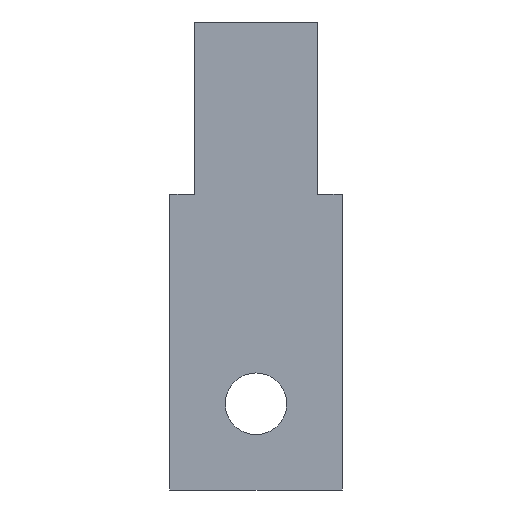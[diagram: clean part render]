
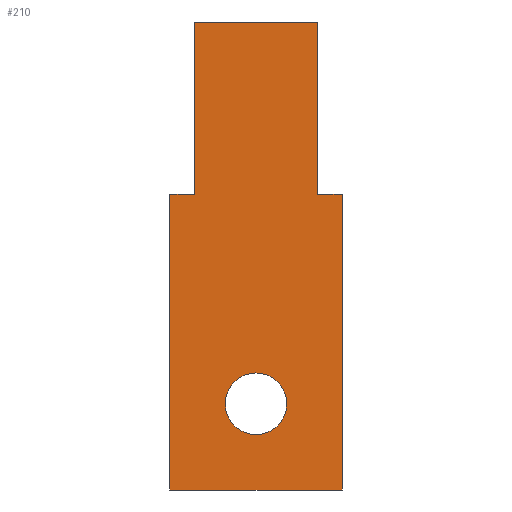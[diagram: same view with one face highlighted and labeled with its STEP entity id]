
A CAD part, front view. The second image highlights one B-rep face of the part: STEP entity #210.
In plain terms, the highlighted planar face has unit normal (0, -1, 0).
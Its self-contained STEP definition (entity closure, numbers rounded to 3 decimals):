
#15=LINE('',#287,#39);
#19=LINE('',#295,#43);
#22=LINE('',#301,#46);
#25=LINE('',#307,#49);
#28=LINE('',#313,#52);
#31=LINE('',#319,#55);
#34=LINE('',#325,#58);
#37=LINE('',#330,#61);
#39=VECTOR('',#236,7.);
#43=VECTOR('',#242,1.);
#46=VECTOR('',#247,12.);
#49=VECTOR('',#252,7.);
#52=VECTOR('',#257,12.);
#55=VECTOR('',#262,1.);
#58=VECTOR('',#267,7.);
#61=VECTOR('',#272,5.);
#72=PLANE('',#225);
#75=FACE_BOUND('',#100,.T.);
#86=FACE_OUTER_BOUND('',#99,.T.);
#99=EDGE_LOOP('',(#190,#191,#192,#193,#194,#195,#196,#197));
#100=EDGE_LOOP('',(#198));
#101=CIRCLE('',#214,1.25);
#103=VERTEX_POINT('',#280);
#105=VERTEX_POINT('',#285);
#106=VERTEX_POINT('',#286);
#109=VERTEX_POINT('',#294);
#111=VERTEX_POINT('',#300);
#113=VERTEX_POINT('',#306);
#115=VERTEX_POINT('',#312);
#117=VERTEX_POINT('',#318);
#119=VERTEX_POINT('',#324);
#121=EDGE_CURVE('',#103,#103,#101,.T.);
#123=EDGE_CURVE('',#105,#106,#15,.T.);
#127=EDGE_CURVE('',#109,#105,#19,.T.);
#130=EDGE_CURVE('',#111,#109,#22,.T.);
#133=EDGE_CURVE('',#113,#111,#25,.T.);
#136=EDGE_CURVE('',#115,#113,#28,.T.);
#139=EDGE_CURVE('',#117,#115,#31,.T.);
#142=EDGE_CURVE('',#119,#117,#34,.T.);
#145=EDGE_CURVE('',#106,#119,#37,.T.);
#190=ORIENTED_EDGE('',*,*,#145,.F.);
#191=ORIENTED_EDGE('',*,*,#123,.F.);
#192=ORIENTED_EDGE('',*,*,#127,.F.);
#193=ORIENTED_EDGE('',*,*,#130,.F.);
#194=ORIENTED_EDGE('',*,*,#133,.F.);
#195=ORIENTED_EDGE('',*,*,#136,.F.);
#196=ORIENTED_EDGE('',*,*,#139,.F.);
#197=ORIENTED_EDGE('',*,*,#142,.F.);
#198=ORIENTED_EDGE('',*,*,#121,.T.);
#210=ADVANCED_FACE('',(#86,#75),#72,.T.);
#214=AXIS2_PLACEMENT_3D('',#281,#230,#231);
#225=AXIS2_PLACEMENT_3D('',#333,#276,#277);
#230=DIRECTION('center_axis',(0.,1.,0.));
#231=DIRECTION('ref_axis',(-1.,0.,0.));
#236=DIRECTION('',(0.,0.,1.));
#242=DIRECTION('',(1.,0.,0.));
#247=DIRECTION('',(0.,0.,1.));
#252=DIRECTION('',(-1.,0.,0.));
#257=DIRECTION('',(0.,0.,-1.));
#262=DIRECTION('',(1.,0.,0.));
#267=DIRECTION('',(0.,0.,-1.));
#272=DIRECTION('',(1.,0.,0.));
#276=DIRECTION('center_axis',(0.,-1.,0.));
#277=DIRECTION('ref_axis',(0.,0.,-1.));
#280=CARTESIAN_POINT('',(3.75,0.,-15.5));
#281=CARTESIAN_POINT('Origin',(2.5,0.,-15.5));
#285=CARTESIAN_POINT('',(0.,0.,-7.));
#286=CARTESIAN_POINT('',(0.,0.,0.));
#287=CARTESIAN_POINT('',(0.,0.,-7.));
#294=CARTESIAN_POINT('',(-1.,0.,-7.));
#295=CARTESIAN_POINT('',(-1.,0.,-7.));
#300=CARTESIAN_POINT('',(-1.,0.,-19.));
#301=CARTESIAN_POINT('',(-1.,0.,-19.));
#306=CARTESIAN_POINT('',(6.,0.,-19.));
#307=CARTESIAN_POINT('',(6.,0.,-19.));
#312=CARTESIAN_POINT('',(6.,0.,-7.));
#313=CARTESIAN_POINT('',(6.,0.,-7.));
#318=CARTESIAN_POINT('',(5.,0.,-7.));
#319=CARTESIAN_POINT('',(5.,0.,-7.));
#324=CARTESIAN_POINT('',(5.,0.,0.));
#325=CARTESIAN_POINT('',(5.,0.,0.));
#330=CARTESIAN_POINT('',(0.,0.,0.));
#333=CARTESIAN_POINT('Origin',(2.5,0.,-9.769));
